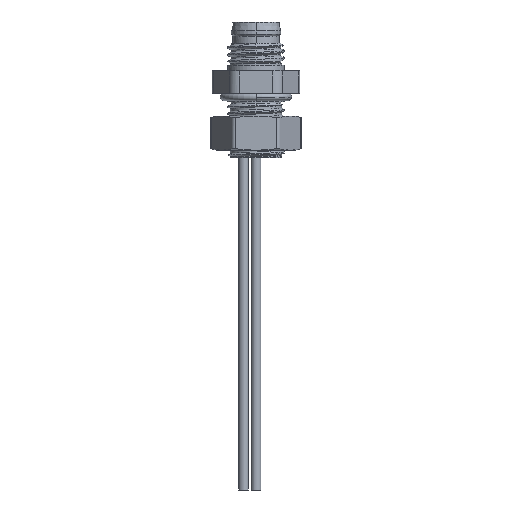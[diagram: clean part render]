
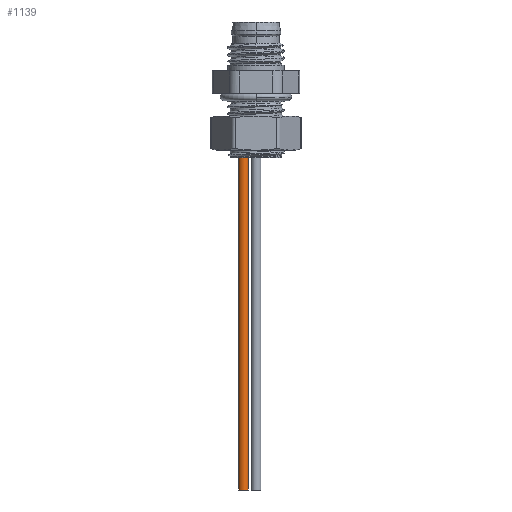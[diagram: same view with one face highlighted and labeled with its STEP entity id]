
A CAD part, left-side view. The second image highlights one B-rep face of the part: STEP entity #1139.
In plain terms, the highlighted cylindrical face has radius 0.699 mm (diameter 1.397 mm), a partial arc.
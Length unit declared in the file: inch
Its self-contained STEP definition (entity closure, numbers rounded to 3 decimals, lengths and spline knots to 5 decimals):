
#1106 = EDGE_CURVE ( 'NONE', #11677, #11676, #3927, .T. ) ;
#1139 = ADVANCED_FACE ( 'NONE', ( #7961 ), #7945, .T. ) ;
#1350 = EDGE_CURVE ( 'NONE', #11708, #11707, #6619, .T. ) ;
#3927 = LINE ( 'NONE', #3928, #7910 ) ;
#3928 = CARTESIAN_POINT ( 'NONE',  ( 0., 0.04186, -1.83553 ) ) ;
#3929 = DIRECTION ( 'NONE',  ( 0., 0., 1. ) ) ;
#4349 = CARTESIAN_POINT ( 'NONE',  ( 0., 0.06936, -1.83553 ) ) ;
#4350 = DIRECTION ( 'NONE',  ( 0., 0., 1. ) ) ;
#4351 = DIRECTION ( 'NONE',  ( 0., -1., 0. ) ) ;
#6619 = LINE ( 'NONE', #6620, #8011 ) ;
#6620 = CARTESIAN_POINT ( 'NONE',  ( 0., 0.09686, -1.83553 ) ) ;
#6621 = DIRECTION ( 'NONE',  ( 0., 0., 1. ) ) ;
#6799 = CARTESIAN_POINT ( 'NONE',  ( 0., 0.04186, 0.13447 ) ) ;
#6800 = CARTESIAN_POINT ( 'NONE',  ( 0., 0.04186, -1.83553 ) ) ;
#6830 = CARTESIAN_POINT ( 'NONE',  ( 0., 0.09686, 0.13447 ) ) ;
#6831 = CARTESIAN_POINT ( 'NONE',  ( 0., 0.09686, -1.83553 ) ) ;
#7370 = CARTESIAN_POINT ( 'NONE',  ( 0., 0.06936, 0.13447 ) ) ;
#7371 = DIRECTION ( 'NONE',  ( 0., 0., -1. ) ) ;
#7372 = DIRECTION ( 'NONE',  ( 0., 1., 0. ) ) ;
#7373 = CARTESIAN_POINT ( 'NONE',  ( 0., 0.06936, -1.83553 ) ) ;
#7374 = DIRECTION ( 'NONE',  ( 0., 0., -1. ) ) ;
#7375 = DIRECTION ( 'NONE',  ( 0., 1., 0. ) ) ;
#7910 = VECTOR ( 'NONE', #3929, 39.37008 ) ;
#7945 = CYLINDRICAL_SURFACE ( 'NONE', #7946, 0.0275 ) ;
#7946 = AXIS2_PLACEMENT_3D ( 'NONE', #4349, #4350, #4351 ) ;
#7961 = FACE_OUTER_BOUND ( 'NONE', #12430, .T. ) ;
#8011 = VECTOR ( 'NONE', #6621, 39.37008 ) ;
#8071 = AXIS2_PLACEMENT_3D ( 'NONE', #7373, #7374, #7375 ) ;
#8072 = AXIS2_PLACEMENT_3D ( 'NONE', #7370, #7371, #7372 ) ;
#10720 = CIRCLE ( 'NONE', #8072, 0.0275 ) ;
#10721 = CIRCLE ( 'NONE', #8071, 0.0275 ) ;
#10755 = EDGE_CURVE ( 'NONE', #11676, #11707, #10720, .T. ) ;
#10756 = EDGE_CURVE ( 'NONE', #11677, #11708, #10721, .T. ) ;
#11120 = ORIENTED_EDGE ( 'NONE', *, *, #1106, .T. ) ;
#11127 = ORIENTED_EDGE ( 'NONE', *, *, #1350, .F. ) ;
#11128 = ORIENTED_EDGE ( 'NONE', *, *, #10756, .F. ) ;
#11129 = ORIENTED_EDGE ( 'NONE', *, *, #10755, .T. ) ;
#11676 = VERTEX_POINT ( 'NONE', #6799 ) ;
#11677 = VERTEX_POINT ( 'NONE', #6800 ) ;
#11707 = VERTEX_POINT ( 'NONE', #6830 ) ;
#11708 = VERTEX_POINT ( 'NONE', #6831 ) ;
#12430 = EDGE_LOOP ( 'NONE', ( #11127, #11128, #11120, #11129 ) ) ;
